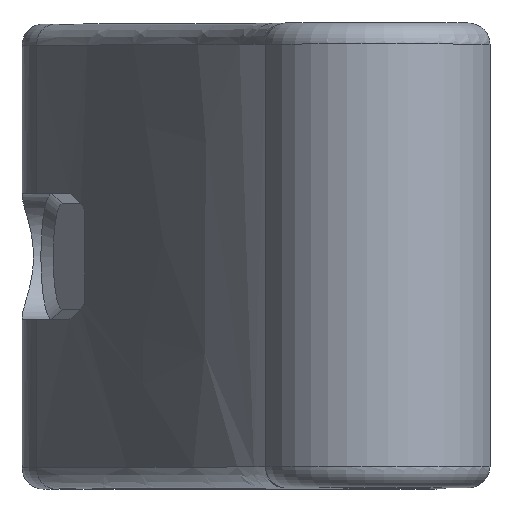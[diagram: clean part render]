
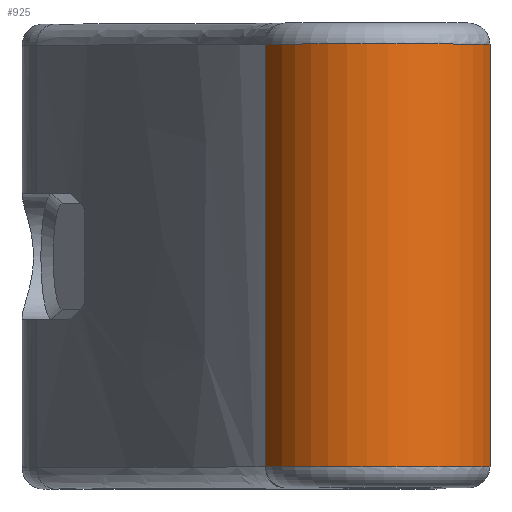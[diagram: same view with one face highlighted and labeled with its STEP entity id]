
A CAD part, top view. The second image highlights one B-rep face of the part: STEP entity #925.
In plain terms, the highlighted cylindrical face has radius 5.5 mm (diameter 11 mm), a partial arc.
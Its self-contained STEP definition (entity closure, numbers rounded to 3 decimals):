
#83=FACE_OUTER_BOUND('',#138,.T.);
#138=EDGE_LOOP('',(#660,#661,#662,#663));
#197=LINE('',#1407,#271);
#206=LINE('',#1567,#280);
#271=VECTOR('',#1101,20.);
#280=VECTOR('',#1142,20.);
#356=CIRCLE('',#1007,5.5);
#357=CIRCLE('',#1008,5.5);
#398=VERTEX_POINT('',#1391);
#399=VERTEX_POINT('',#1406);
#423=VERTEX_POINT('',#1565);
#424=VERTEX_POINT('',#1566);
#488=EDGE_CURVE('',#399,#398,#197,.T.);
#516=EDGE_CURVE('',#423,#424,#206,.T.);
#517=EDGE_CURVE('',#423,#399,#356,.F.);
#518=EDGE_CURVE('',#398,#424,#357,.T.);
#660=ORIENTED_EDGE('',*,*,#516,.F.);
#661=ORIENTED_EDGE('',*,*,#517,.T.);
#662=ORIENTED_EDGE('',*,*,#488,.T.);
#663=ORIENTED_EDGE('',*,*,#518,.T.);
#908=CYLINDRICAL_SURFACE('',#1006,5.5);
#925=ADVANCED_FACE('',(#83),#908,.T.);
#1006=AXIS2_PLACEMENT_3D('',#1564,#1140,#1141);
#1007=AXIS2_PLACEMENT_3D('',#1568,#1143,#1144);
#1008=AXIS2_PLACEMENT_3D('',#1569,#1145,#1146);
#1101=DIRECTION('',(0.,-1.,0.));
#1140=DIRECTION('center_axis',(0.,-1.,0.));
#1141=DIRECTION('ref_axis',(-0.003,0.,1.));
#1142=DIRECTION('',(0.,-1.,0.));
#1143=DIRECTION('center_axis',(0.,1.,0.));
#1144=DIRECTION('ref_axis',(0.,0.,1.));
#1145=DIRECTION('center_axis',(0.,1.,0.));
#1146=DIRECTION('ref_axis',(0.,0.,1.));
#1391=CARTESIAN_POINT('',(18.427,1.,-8.602));
#1406=CARTESIAN_POINT('',(18.427,21.,-8.602));
#1407=CARTESIAN_POINT('',(18.427,21.,-8.602));
#1564=CARTESIAN_POINT('Origin',(23.747,22.,-10.));
#1565=CARTESIAN_POINT('',(29.056,21.,-8.566));
#1566=CARTESIAN_POINT('',(29.056,1.,-8.566));
#1567=CARTESIAN_POINT('',(29.056,21.,-8.566));
#1568=CARTESIAN_POINT('Origin',(23.747,21.,-10.));
#1569=CARTESIAN_POINT('Origin',(23.747,1.,-10.));
